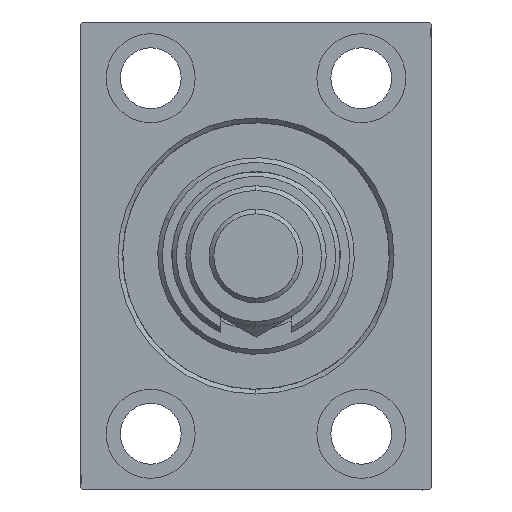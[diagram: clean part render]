
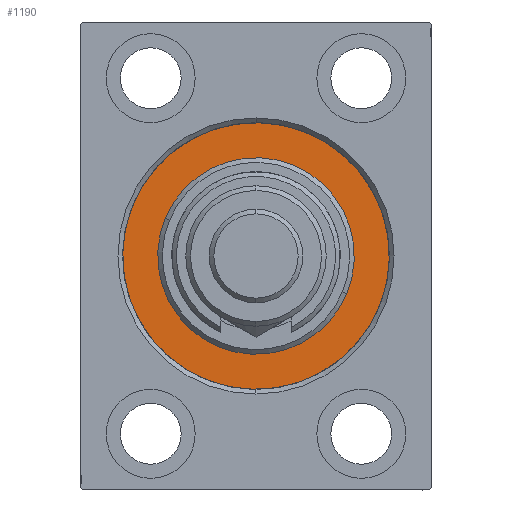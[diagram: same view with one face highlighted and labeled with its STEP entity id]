
A CAD part, left-side view. The second image highlights one B-rep face of the part: STEP entity #1190.
In plain terms, the highlighted face is planar.
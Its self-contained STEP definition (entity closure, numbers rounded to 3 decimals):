
#1190 = ADVANCED_FACE ( 'NONE', ( #15321, #40143 ), #33393, .F. ) ;
#2403 = ORIENTED_EDGE ( 'NONE', *, *, #32907, .F. ) ;
#3695 = VERTEX_POINT ( 'NONE', #24391 ) ;
#5183 = EDGE_CURVE ( 'NONE', #41547, #40272, #45486, .T. ) ;
#7143 = CARTESIAN_POINT ( 'NONE',  ( 0., 0., 0. ) ) ;
#11961 = CARTESIAN_POINT ( 'NONE',  ( 0., 0., 0. ) ) ;
#13418 = CARTESIAN_POINT ( 'NONE',  ( 0., 0., 0. ) ) ;
#13483 = CIRCLE ( 'NONE', #17327, 28.5 ) ;
#13888 = ORIENTED_EDGE ( 'NONE', *, *, #28637, .F. ) ;
#15321 = FACE_BOUND ( 'NONE', #27846, .T. ) ;
#15823 = AXIS2_PLACEMENT_3D ( 'NONE', #11961, #41129, #33662 ) ;
#17057 = ORIENTED_EDGE ( 'NONE', *, *, #5183, .F. ) ;
#17327 = AXIS2_PLACEMENT_3D ( 'NONE', #23059, #37768, #18754 ) ;
#18012 = CIRCLE ( 'NONE', #32634, 21. ) ;
#18692 = DIRECTION ( 'NONE',  ( 0., 0., 1. ) ) ;
#18754 = DIRECTION ( 'NONE',  ( 0., 0., 1. ) ) ;
#19304 = EDGE_CURVE ( 'NONE', #3695, #45756, #29664, .T. ) ;
#21496 = AXIS2_PLACEMENT_3D ( 'NONE', #7143, #21820, #18692 ) ;
#21820 = DIRECTION ( 'NONE',  ( -1., 0., 0. ) ) ;
#23059 = CARTESIAN_POINT ( 'NONE',  ( 0., 0., 0. ) ) ;
#23099 = CARTESIAN_POINT ( 'NONE',  ( 0., 0., 0. ) ) ;
#24391 = CARTESIAN_POINT ( 'NONE',  ( 0., 0., 21. ) ) ;
#24418 = EDGE_LOOP ( 'NONE', ( #17057, #2403 ) ) ;
#25447 = DIRECTION ( 'NONE',  ( 0., 0., 1. ) ) ;
#25663 = CARTESIAN_POINT ( 'NONE',  ( 0., 0., -21. ) ) ;
#26911 = CARTESIAN_POINT ( 'NONE',  ( 0., 0., 28.5 ) ) ;
#27846 = EDGE_LOOP ( 'NONE', ( #46629, #13888 ) ) ;
#28637 = EDGE_CURVE ( 'NONE', #45756, #3695, #18012, .T. ) ;
#29397 = DIRECTION ( 'NONE',  ( 1., 0., 0. ) ) ;
#29643 = DIRECTION ( 'NONE',  ( 0., 0., -1. ) ) ;
#29664 = CIRCLE ( 'NONE', #15823, 21. ) ;
#32124 = CARTESIAN_POINT ( 'NONE',  ( 0., 0., -28.5 ) ) ;
#32206 = DIRECTION ( 'NONE',  ( -1., 0., 0. ) ) ;
#32634 = AXIS2_PLACEMENT_3D ( 'NONE', #23099, #29397, #29643 ) ;
#32907 = EDGE_CURVE ( 'NONE', #40272, #41547, #13483, .T. ) ;
#33393 = PLANE ( 'NONE',  #21496 ) ;
#33662 = DIRECTION ( 'NONE',  ( 0., 0., -1. ) ) ;
#33989 = AXIS2_PLACEMENT_3D ( 'NONE', #13418, #32206, #25447 ) ;
#37768 = DIRECTION ( 'NONE',  ( -1., 0., 0. ) ) ;
#40143 = FACE_OUTER_BOUND ( 'NONE', #24418, .T. ) ;
#40272 = VERTEX_POINT ( 'NONE', #26911 ) ;
#41129 = DIRECTION ( 'NONE',  ( 1., 0., 0. ) ) ;
#41547 = VERTEX_POINT ( 'NONE', #32124 ) ;
#45486 = CIRCLE ( 'NONE', #33989, 28.5 ) ;
#45756 = VERTEX_POINT ( 'NONE', #25663 ) ;
#46629 = ORIENTED_EDGE ( 'NONE', *, *, #19304, .F. ) ;
